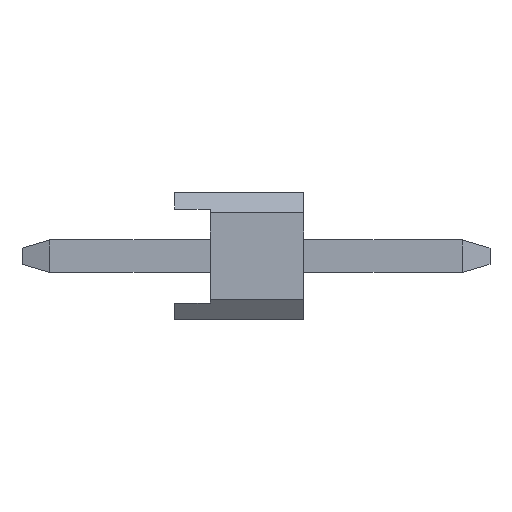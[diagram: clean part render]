
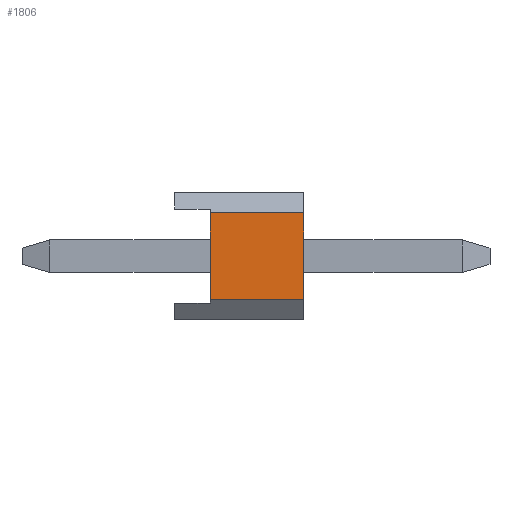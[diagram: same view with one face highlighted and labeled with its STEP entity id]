
A CAD part, left-side view. The second image highlights one B-rep face of the part: STEP entity #1806.
In plain terms, the highlighted planar face has unit normal (-1, 0, 0).
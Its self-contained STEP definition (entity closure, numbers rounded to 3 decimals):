
#1206=VERTEX_POINT('',#3083);
#1252=VERTEX_POINT('',#3133);
#1464=EDGE_CURVE('',#1554,#1252,#3366,.T.);
#1554=VERTEX_POINT('',#3469);
#1562=EDGE_CURVE('',#1554,#1206,#3480,.T.);
#1806=ADVANCED_FACE('',(#3743),#3744,.T.);
#2338=EDGE_CURVE('',#2410,#1206,#4336,.T.);
#2410=VERTEX_POINT('',#4415);
#2762=EDGE_CURVE('',#1252,#2410,#4799,.T.);
#3083=CARTESIAN_POINT('',(-7.52,-2.54,0.851));
#3133=CARTESIAN_POINT('',(-7.52,-0.7,-0.851));
#3366=LINE('',#5656,#5657);
#3469=CARTESIAN_POINT('',(-7.52,-0.7,0.851));
#3480=LINE('',#5814,#5815);
#3743=FACE_OUTER_BOUND('',#6204,.T.);
#3744=PLANE('',#6205);
#4336=LINE('',#7040,#7041);
#4415=CARTESIAN_POINT('',(-7.52,-2.54,-0.851));
#4799=LINE('',#7723,#7724);
#5656=CARTESIAN_POINT('',(-7.52,-0.7,-0.426));
#5657=VECTOR('',#8343,1.0);
#5814=CARTESIAN_POINT('',(-7.52,0.,0.851));
#5815=VECTOR('',#8503,1.0);
#6204=EDGE_LOOP('',(#8726,#8727,#8728,#8729));
#6205=AXIS2_PLACEMENT_3D('',#8730,#8731,#8732);
#7040=CARTESIAN_POINT('',(-7.52,-2.54,0.851));
#7041=VECTOR('',#9362,1.0);
#7723=CARTESIAN_POINT('',(-7.52,0.,-0.851));
#7724=VECTOR('',#9798,1.0);
#8343=DIRECTION('',(0.0,0.,-1.0));
#8503=DIRECTION('',(0.0,-1.0,0.));
#8726=ORIENTED_EDGE('',*,*,#1464,.T.);
#8727=ORIENTED_EDGE('',*,*,#2762,.T.);
#8728=ORIENTED_EDGE('',*,*,#2338,.T.);
#8729=ORIENTED_EDGE('',*,*,#1562,.F.);
#8730=CARTESIAN_POINT('',(-7.52,0.,-0.851));
#8731=DIRECTION('',(-1.0,0.0,0.0));
#8732=DIRECTION('',(0.0,0.,-1.0));
#9362=DIRECTION('',(0.0,0.,1.0));
#9798=DIRECTION('',(0.0,-1.0,0.));
